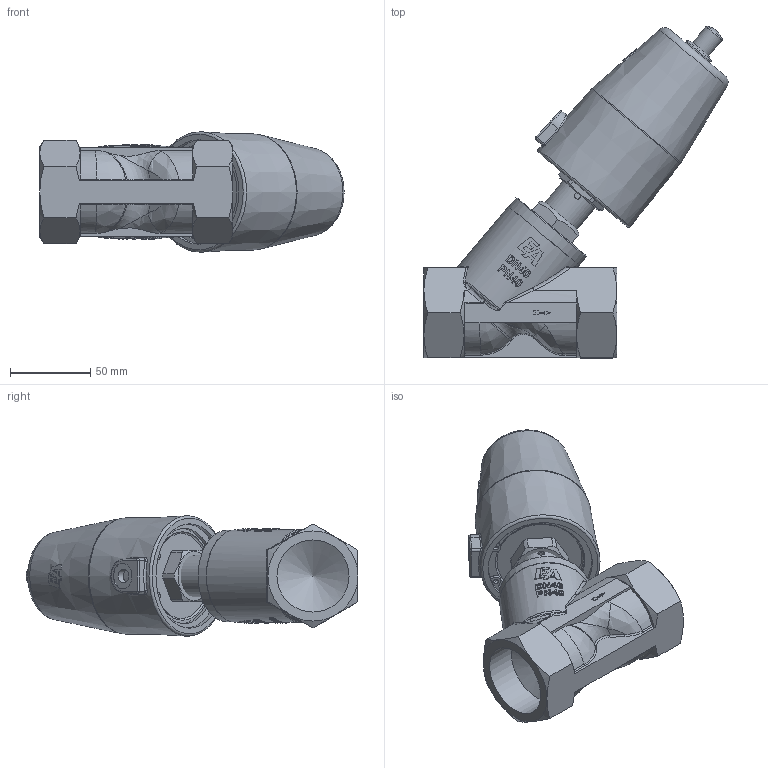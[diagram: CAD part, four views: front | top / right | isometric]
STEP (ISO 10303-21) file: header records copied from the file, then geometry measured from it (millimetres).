
FILE_DESCRIPTION(/* description */ ('DG2D3124040/OS'),/* implementation_level */ '2;1');
FILE_NAME(/* name */ 'DG2D3124040_OS.stp',/* time_stamp */ '2021-11-18T11:41:20+01:00',/* author */ ('hois'),/* organization */ (''),/* preprocessor_version */ 'ST-DEVELOPER v18.1',/* originating_system */ 'Autodesk Inventor 2020',/* authorisation */ '');
FILE_SCHEMA (('AUTOMOTIVE_DESIGN { 1 0 10303 214 3 1 1 }'));
Length unit declared in the file: millimetre
Products named in the file (7): DG2D3124040/OS; GGS0040.23.0013-K-GM; ETG0040.13.0022; DER0650.06.0013; DIN0472-63x2,5; SZY0630.23.0022; VST1415.08.0013
Assembly tree (6 placements, depth 2):
  DG2D3124040/OS
    GGS0040.23.0013-K-GM
    ETG0040.13.0022
    DER0650.06.0013
    DIN0472-63x2,5
    SZY0630.23.0022
    VST1415.08.0013
Bounding box: 189.25 x 206.48 x 74.92 mm (x, y, z)
Volume: 474589 mm3; surface area: 121119 mm2
Topology: 6 solids, 6 shells, 665 faces, 1771 edges, 1172 vertices
Faces by surface type: plane 299, bspline 177, cylinder 126, cone 41, torus 21, sphere 1
Full cylindrical faces by diameter (mm): 1.5 x1, 3 x2, 4 x1, 8.566 x1, 8.7 x1, 11 x1, 12 x2, 12.376 x1, 13 x1, 14 x2, 16 x1, 20 x1, 23.5 x1, 24.376 x1, 26 x1, 44.845 x3, 47.8 x1, 48.3 x1, 57 x1, 57.5 x1, 63 x1, 64 x1, 65 x3, 69 x1
Entity records: 26484 total; most frequent: CARTESIAN_POINT 10578, ORIENTED_EDGE 3524, DIRECTION 2887, EDGE_CURVE 1762, VERTEX_POINT 1172, AXIS2_PLACEMENT_3D 1091, EDGE_LOOP 742, LINE 705
